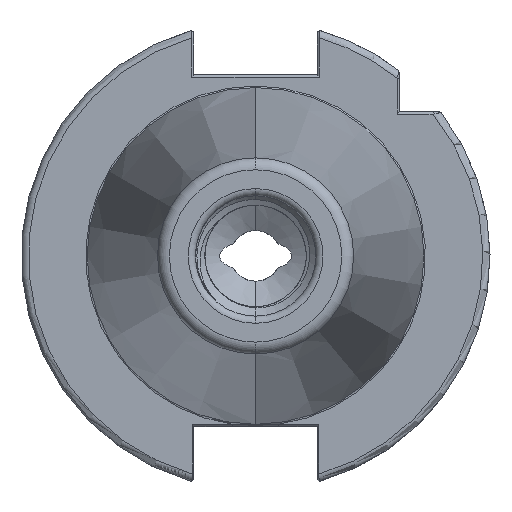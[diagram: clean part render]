
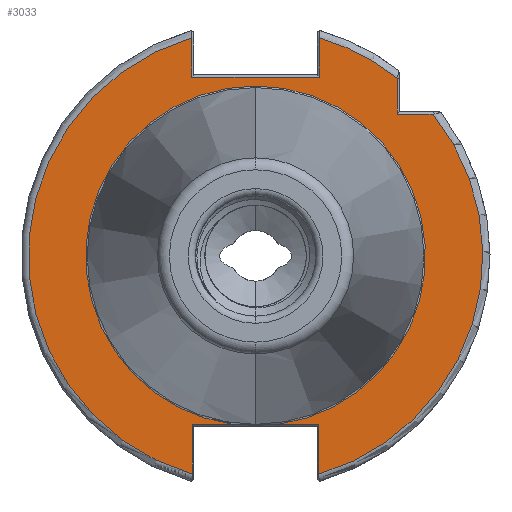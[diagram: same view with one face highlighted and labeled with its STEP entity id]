
A CAD part, left-side view. The second image highlights one B-rep face of the part: STEP entity #3033.
In plain terms, the highlighted planar face has unit normal (-1, 0, 0).
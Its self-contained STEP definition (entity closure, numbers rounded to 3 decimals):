
#1520 = ORIENTED_EDGE ( 'NONE', *, *, #11416, .T. ) ;
#1523 = ORIENTED_EDGE ( 'NONE', *, *, #11341, .T. ) ;
#1528 = ORIENTED_EDGE ( 'NONE', *, *, #10334, .T. ) ;
#1529 = ORIENTED_EDGE ( 'NONE', *, *, #11318, .T. ) ;
#1534 = ORIENTED_EDGE ( 'NONE', *, *, #11382, .T. ) ;
#1537 = ORIENTED_EDGE ( 'NONE', *, *, #11331, .T. ) ;
#1538 = ORIENTED_EDGE ( 'NONE', *, *, #11371, .T. ) ;
#1544 = ORIENTED_EDGE ( 'NONE', *, *, #11326, .T. ) ;
#1558 = ORIENTED_EDGE ( 'NONE', *, *, #11319, .T. ) ;
#1565 = ORIENTED_EDGE ( 'NONE', *, *, #11352, .T. ) ;
#1567 = ORIENTED_EDGE ( 'NONE', *, *, #11324, .T. ) ;
#1568 = ORIENTED_EDGE ( 'NONE', *, *, #11355, .T. ) ;
#1578 = ORIENTED_EDGE ( 'NONE', *, *, #11417, .T. ) ;
#1615 = ORIENTED_EDGE ( 'NONE', *, *, #11516, .T. ) ;
#1665 = EDGE_LOOP ( 'NONE', ( #1615, #1565, #1578, #1537, #1523, #1544, #1538, #1534, #1529, #1568, #1520, #1528, #1567, #1558 ) ) ;
#2880 = CARTESIAN_POINT ( 'NONE',  ( 0., 0., 0. ) ) ;
#2881 = DIRECTION ( 'NONE',  ( -1., 0., 0. ) ) ;
#2891 = DIRECTION ( 'NONE',  ( 0., 0., -1. ) ) ;
#3033 = ADVANCED_FACE ( 'NONE', ( #10878 ), #4424, .F. ) ;
#4390 = DIRECTION ( 'NONE',  ( 0., 0., -1. ) ) ;
#4421 = CARTESIAN_POINT ( 'NONE',  ( 0., 35.392, 0. ) ) ;
#4424 = PLANE ( 'NONE',  #11977 ) ;
#4430 = DIRECTION ( 'NONE',  ( 1., 0., 0. ) ) ;
#4762 = CARTESIAN_POINT ( 'NONE',  ( 0., -13.131, 0. ) ) ;
#4768 = CARTESIAN_POINT ( 'NONE',  ( 0., 13.131, 0. ) ) ;
#4794 = DIRECTION ( 'NONE',  ( 0., 0., 1. ) ) ;
#4798 = DIRECTION ( 'NONE',  ( 0., 0., -1. ) ) ;
#4944 = CARTESIAN_POINT ( 'NONE',  ( 0., 35.392, -35. ) ) ;
#5141 = DIRECTION ( 'NONE',  ( -1., 0., 0. ) ) ;
#5142 = DIRECTION ( 'NONE',  ( 0., 0., -1. ) ) ;
#5149 = CARTESIAN_POINT ( 'NONE',  ( 0., 0., 0. ) ) ;
#5164 = DIRECTION ( 'NONE',  ( 0., 1., 0. ) ) ;
#5169 = DIRECTION ( 'NONE',  ( 0., -1., 0. ) ) ;
#5171 = CARTESIAN_POINT ( 'NONE',  ( 0., 12.85, 37.2 ) ) ;
#5387 = CARTESIAN_POINT ( 'NONE',  ( 0., -13.251, 37.7 ) ) ;
#5403 = DIRECTION ( 'NONE',  ( 0., 0., -1. ) ) ;
#5491 = DIRECTION ( 'NONE',  ( 0., 1., 0. ) ) ;
#5507 = CARTESIAN_POINT ( 'NONE',  ( 0., 35.392, 29.5 ) ) ;
#6074 = AXIS2_PLACEMENT_3D ( 'NONE', #5149, #5141, #5142 ) ;
#6149 = AXIS2_PLACEMENT_3D ( 'NONE', #8180, #8147, #8177 ) ;
#6155 = AXIS2_PLACEMENT_3D ( 'NONE', #7575, #7603, #7569 ) ;
#6279 = AXIS2_PLACEMENT_3D ( 'NONE', #2880, #2881, #2891 ) ;
#7139 = DIRECTION ( 'NONE',  ( 0., -1., 0. ) ) ;
#7151 = CARTESIAN_POINT ( 'NONE',  ( 0., 35.392, -35. ) ) ;
#7462 = CARTESIAN_POINT ( 'NONE',  ( 0., 13.251, 45.469 ) ) ;
#7475 = DIRECTION ( 'NONE',  ( 0., 0., 1. ) ) ;
#7569 = DIRECTION ( 'NONE',  ( 0., 0., -1. ) ) ;
#7575 = CARTESIAN_POINT ( 'NONE',  ( 0., 0., 0. ) ) ;
#7603 = DIRECTION ( 'NONE',  ( -1., 0., 0. ) ) ;
#8101 = CARTESIAN_POINT ( 'NONE',  ( 0., -29.5, 0. ) ) ;
#8130 = DIRECTION ( 'NONE',  ( 0., 0., 1. ) ) ;
#8147 = DIRECTION ( 'NONE',  ( 1., 0., 0. ) ) ;
#8177 = DIRECTION ( 'NONE',  ( 0., 0., -1. ) ) ;
#8180 = CARTESIAN_POINT ( 'NONE',  ( 0., 0., 0. ) ) ;
#8761 = CARTESIAN_POINT ( 'NONE',  ( 0., -36.91, 29.5 ) ) ;
#10334 = EDGE_CURVE ( 'NONE', #11810, #11758, #11103, .T. ) ;
#10503 = LINE ( 'NONE', #4768, #10550 ) ;
#10507 = LINE ( 'NONE', #4944, #10509 ) ;
#10508 = LINE ( 'NONE', #4762, #10545 ) ;
#10509 = VECTOR ( 'NONE', #5169, 1000. ) ;
#10518 = LINE ( 'NONE', #5171, #10521 ) ;
#10521 = VECTOR ( 'NONE', #5164, 1000. ) ;
#10523 = CIRCLE ( 'NONE', #6074, 47.25 ) ;
#10542 = LINE ( 'NONE', #5387, #10546 ) ;
#10545 = VECTOR ( 'NONE', #4798, 1000. ) ;
#10546 = VECTOR ( 'NONE', #5403, 1000. ) ;
#10550 = VECTOR ( 'NONE', #4794, 1000. ) ;
#10578 = LINE ( 'NONE', #5507, #10618 ) ;
#10580 = LINE ( 'NONE', #7462, #10595 ) ;
#10584 = VECTOR ( 'NONE', #7139, 1000. ) ;
#10595 = VECTOR ( 'NONE', #7475, 1000. ) ;
#10597 = LINE ( 'NONE', #7151, #10584 ) ;
#10603 = CIRCLE ( 'NONE', #6155, 47.25 ) ;
#10618 = VECTOR ( 'NONE', #5491, 1000. ) ;
#10630 = VECTOR ( 'NONE', #8130, 1000. ) ;
#10671 = CIRCLE ( 'NONE', #6149, 35.327 ) ;
#10672 = LINE ( 'NONE', #8101, #10630 ) ;
#10735 = CIRCLE ( 'NONE', #6279, 47.25 ) ;
#10878 = FACE_OUTER_BOUND ( 'NONE', #1665, .T. ) ;
#11103 = CIRCLE ( 'NONE', #11919, 35.327 ) ;
#11318 = EDGE_CURVE ( 'NONE', #11747, #11752, #10503, .T. ) ;
#11319 = EDGE_CURVE ( 'NONE', #14035, #14137, #10508, .T. ) ;
#11324 = EDGE_CURVE ( 'NONE', #11758, #14035, #10507, .T. ) ;
#11326 = EDGE_CURVE ( 'NONE', #13965, #14087, #10518, .T. ) ;
#11331 = EDGE_CURVE ( 'NONE', #11749, #14052, #10523, .T. ) ;
#11341 = EDGE_CURVE ( 'NONE', #14052, #13965, #10542, .T. ) ;
#11352 = EDGE_CURVE ( 'NONE', #11600, #14107, #10578, .T. ) ;
#11355 = EDGE_CURVE ( 'NONE', #11752, #14004, #10597, .T. ) ;
#11371 = EDGE_CURVE ( 'NONE', #14087, #14084, #10580, .T. ) ;
#11382 = EDGE_CURVE ( 'NONE', #14084, #11747, #10603, .T. ) ;
#11416 = EDGE_CURVE ( 'NONE', #14004, #11810, #10671, .T. ) ;
#11417 = EDGE_CURVE ( 'NONE', #14107, #11749, #10672, .T. ) ;
#11516 = EDGE_CURVE ( 'NONE', #14137, #11600, #10735, .T. ) ;
#11600 = VERTEX_POINT ( 'NONE', #8761 ) ;
#11747 = VERTEX_POINT ( 'NONE', #14619 ) ;
#11749 = VERTEX_POINT ( 'NONE', #14607 ) ;
#11752 = VERTEX_POINT ( 'NONE', #14551 ) ;
#11758 = VERTEX_POINT ( 'NONE', #14543 ) ;
#11810 = VERTEX_POINT ( 'NONE', #14735 ) ;
#11919 = AXIS2_PLACEMENT_3D ( 'NONE', #12211, #12212, #12269 ) ;
#11977 = AXIS2_PLACEMENT_3D ( 'NONE', #4421, #4430, #4390 ) ;
#12211 = CARTESIAN_POINT ( 'NONE',  ( 0., 0., 0. ) ) ;
#12212 = DIRECTION ( 'NONE',  ( 1., 0., 0. ) ) ;
#12269 = DIRECTION ( 'NONE',  ( 0., 0., -1. ) ) ;
#13965 = VERTEX_POINT ( 'NONE', #14767 ) ;
#14004 = VERTEX_POINT ( 'NONE', #14855 ) ;
#14035 = VERTEX_POINT ( 'NONE', #14779 ) ;
#14052 = VERTEX_POINT ( 'NONE', #14868 ) ;
#14084 = VERTEX_POINT ( 'NONE', #14799 ) ;
#14087 = VERTEX_POINT ( 'NONE', #14882 ) ;
#14107 = VERTEX_POINT ( 'NONE', #14884 ) ;
#14137 = VERTEX_POINT ( 'NONE', #14843 ) ;
#14543 = CARTESIAN_POINT ( 'NONE',  ( 0., -4.796, -35. ) ) ;
#14551 = CARTESIAN_POINT ( 'NONE',  ( 0., 13.131, -35. ) ) ;
#14607 = CARTESIAN_POINT ( 'NONE',  ( 0., -29.5, 36.91 ) ) ;
#14619 = CARTESIAN_POINT ( 'NONE',  ( 0., 13.131, -45.389 ) ) ;
#14735 = CARTESIAN_POINT ( 'NONE',  ( 0., 0., 35.327 ) ) ;
#14767 = CARTESIAN_POINT ( 'NONE',  ( 0., -13.251, 37.2 ) ) ;
#14779 = CARTESIAN_POINT ( 'NONE',  ( 0., -13.131, -35. ) ) ;
#14799 = CARTESIAN_POINT ( 'NONE',  ( 0., 13.251, 45.354 ) ) ;
#14843 = CARTESIAN_POINT ( 'NONE',  ( 0., -13.131, -45.389 ) ) ;
#14855 = CARTESIAN_POINT ( 'NONE',  ( 0., 4.796, -35. ) ) ;
#14868 = CARTESIAN_POINT ( 'NONE',  ( 0., -13.251, 45.354 ) ) ;
#14882 = CARTESIAN_POINT ( 'NONE',  ( 0., 13.251, 37.2 ) ) ;
#14884 = CARTESIAN_POINT ( 'NONE',  ( 0., -29.5, 29.5 ) ) ;
